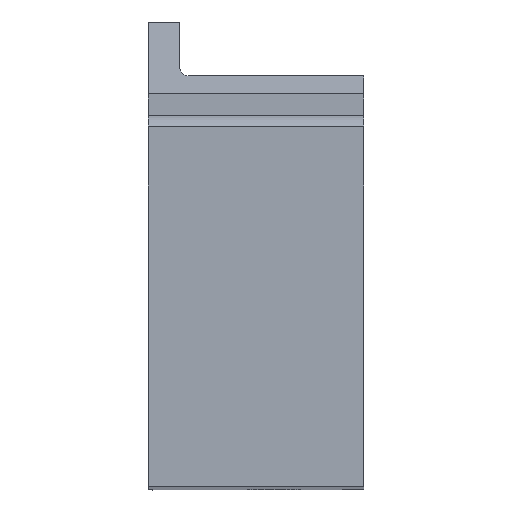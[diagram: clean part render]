
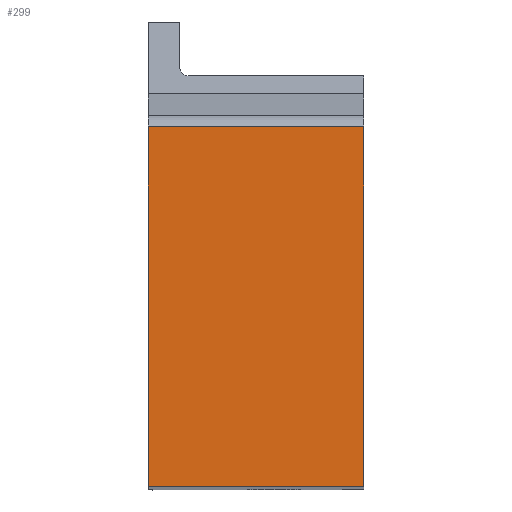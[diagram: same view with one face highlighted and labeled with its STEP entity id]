
A CAD part, top view. The second image highlights one B-rep face of the part: STEP entity #299.
In plain terms, the highlighted planar face has unit normal (0, 0, 1).
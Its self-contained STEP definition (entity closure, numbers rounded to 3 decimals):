
#299=ADVANCED_FACE('',(#516),#391,.T.);
#391=PLANE('',#3505);
#516=FACE_OUTER_BOUND('',#684,.T.);
#684=EDGE_LOOP('',(#1363,#1364,#1365,#1366));
#1363=ORIENTED_EDGE('',*,*,#2370,.T.);
#1364=ORIENTED_EDGE('',*,*,#2364,.T.);
#1365=ORIENTED_EDGE('',*,*,#2261,.T.);
#1366=ORIENTED_EDGE('',*,*,#2376,.T.);
#1863=VERTEX_POINT('',#8989);
#1864=VERTEX_POINT('',#8991);
#1938=VERTEX_POINT('',#9259);
#1942=VERTEX_POINT('',#9271);
#2261=EDGE_CURVE('',#1864,#1863,#2972,.T.);
#2364=EDGE_CURVE('',#1938,#1864,#3032,.T.);
#2370=EDGE_CURVE('',#1942,#1938,#3035,.T.);
#2376=EDGE_CURVE('',#1863,#1942,#3040,.T.);
#2972=LINE('',#8990,#3158);
#3032=LINE('',#9258,#3218);
#3035=LINE('',#9270,#3221);
#3040=LINE('',#9282,#3226);
#3158=VECTOR('',#3828,1.);
#3218=VECTOR('',#4014,1.);
#3221=VECTOR('',#4027,1.);
#3226=VECTOR('',#4040,1.);
#3505=AXIS2_PLACEMENT_3D('',#9284,#4043,#4044);
#3828=DIRECTION('',(0.,1.,0.));
#4014=DIRECTION('',(1.,0.,0.));
#4027=DIRECTION('',(0.,-1.,0.));
#4040=DIRECTION('',(-1.,0.,0.));
#4043=DIRECTION('',(0.,0.,1.));
#4044=DIRECTION('',(1.,0.,0.));
#8989=CARTESIAN_POINT('',(0.,20.,0.));
#8990=CARTESIAN_POINT('',(0.,0.,0.));
#8991=CARTESIAN_POINT('',(0.,0.,0.));
#9258=CARTESIAN_POINT('',(-12.,0.,0.));
#9259=CARTESIAN_POINT('',(-12.,0.,0.));
#9270=CARTESIAN_POINT('',(-12.,20.,0.));
#9271=CARTESIAN_POINT('',(-12.,20.,0.));
#9282=CARTESIAN_POINT('',(0.,20.,0.));
#9284=CARTESIAN_POINT('',(-6.,10.,0.));
